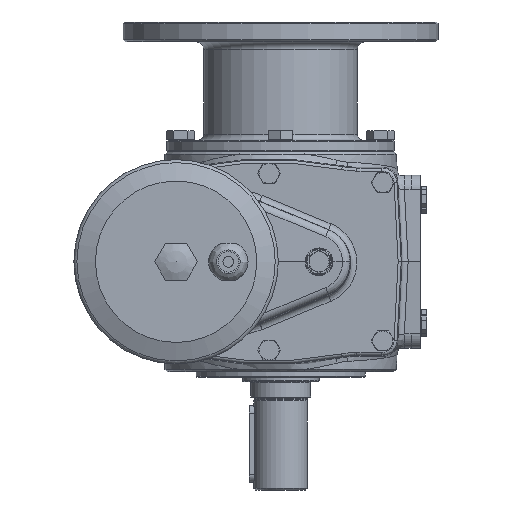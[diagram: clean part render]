
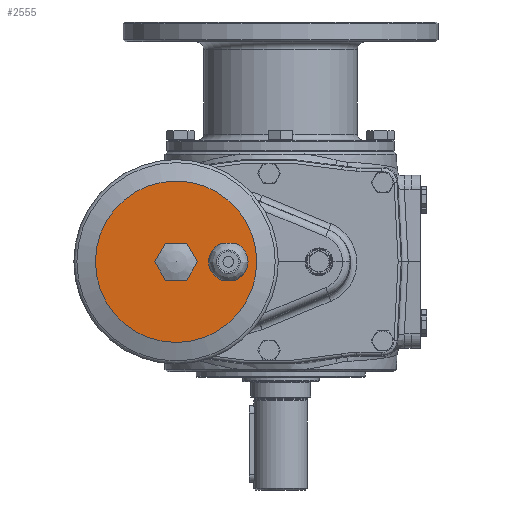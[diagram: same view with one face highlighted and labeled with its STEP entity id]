
A CAD part, left-side view. The second image highlights one B-rep face of the part: STEP entity #2555.
In plain terms, the highlighted planar face has unit normal (-1, 0, 0).
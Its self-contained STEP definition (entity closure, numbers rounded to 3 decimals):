
#2555 = ADVANCED_FACE( '', ( #5661, #5662, #5663 ), #5664, .T. );
#5661 = FACE_BOUND( '', #16798, .T. );
#5662 = FACE_OUTER_BOUND( '', #16799, .T. );
#5663 = FACE_BOUND( '', #16800, .T. );
#5664 = PLANE( '', #16801 );
#16798 = EDGE_LOOP( '', ( #25515, #25516, #25517, #25518 ) );
#16799 = EDGE_LOOP( '', ( #25519 ) );
#16800 = EDGE_LOOP( '', ( #25520, #25521, #25522, #25523, #25524, #25525 ) );
#16801 = AXIS2_PLACEMENT_3D( '', #25526, #25527, #25528 );
#25515 = ORIENTED_EDGE( '', *, *, #29779, .F. );
#25516 = ORIENTED_EDGE( '', *, *, #27813, .F. );
#25517 = ORIENTED_EDGE( '', *, *, #29280, .F. );
#25518 = ORIENTED_EDGE( '', *, *, #28818, .T. );
#25519 = ORIENTED_EDGE( '', *, *, #29085, .T. );
#25520 = ORIENTED_EDGE( '', *, *, #28355, .T. );
#25521 = ORIENTED_EDGE( '', *, *, #28177, .T. );
#25522 = ORIENTED_EDGE( '', *, *, #29780, .T. );
#25523 = ORIENTED_EDGE( '', *, *, #29781, .T. );
#25524 = ORIENTED_EDGE( '', *, *, #29662, .T. );
#25525 = ORIENTED_EDGE( '', *, *, #28815, .T. );
#25526 = CARTESIAN_POINT( '', ( -527.5, 15.5, 0. ) );
#25527 = DIRECTION( '', ( -1., 0., 0. ) );
#25528 = DIRECTION( '', ( 0., -1., 0. ) );
#27813 = EDGE_CURVE( '', #31141, #31144, #31145, .T. );
#28177 = EDGE_CURVE( '', #31734, #31736, #31738, .T. );
#28355 = EDGE_CURVE( '', #32008, #31734, #32010, .T. );
#28815 = EDGE_CURVE( '', #32678, #32008, #32680, .T. );
#28818 = EDGE_CURVE( '', #32684, #32682, #32685, .T. );
#29085 = EDGE_CURVE( '', #33044, #33044, #33045, .T. );
#29280 = EDGE_CURVE( '', #32684, #31141, #33304, .T. );
#29662 = EDGE_CURVE( '', #33773, #32678, #33775, .T. );
#29779 = EDGE_CURVE( '', #31144, #32682, #33913, .T. );
#29780 = EDGE_CURVE( '', #31736, #33914, #33915, .T. );
#29781 = EDGE_CURVE( '', #33914, #33773, #33916, .T. );
#31141 = VERTEX_POINT( '', #36376 );
#31144 = VERTEX_POINT( '', #36380 );
#31145 = LINE( '', #36381, #36382 );
#31734 = VERTEX_POINT( '', #37945 );
#31736 = VERTEX_POINT( '', #37948 );
#31738 = LINE( '', #37951, #37952 );
#32008 = VERTEX_POINT( '', #38515 );
#32010 = LINE( '', #38518, #38519 );
#32678 = VERTEX_POINT( '', #40542 );
#32680 = LINE( '', #40545, #40546 );
#32682 = VERTEX_POINT( '', #40548 );
#32684 = VERTEX_POINT( '', #40551 );
#32685 = LINE( '', #40552, #40553 );
#33044 = VERTEX_POINT( '', #41521 );
#33045 = CIRCLE( '', #41522, 52.5 );
#33304 = CIRCLE( '', #42003, 12.8 );
#33773 = VERTEX_POINT( '', #43472 );
#33775 = LINE( '', #43475, #43476 );
#33913 = CIRCLE( '', #43756, 12.8 );
#33914 = VERTEX_POINT( '', #43757 );
#33915 = LINE( '', #43758, #43759 );
#33916 = LINE( '', #43760, #43761 );
#36376 = CARTESIAN_POINT( '', ( -527.5, 29.546, 12. ) );
#36380 = CARTESIAN_POINT( '', ( -527.5, 38.454, 12. ) );
#36381 = CARTESIAN_POINT( '', ( -527.5, 29.546, 12. ) );
#36382 = VECTOR( '', #45100, 1000. );
#37945 = CARTESIAN_POINT( '', ( -527.5, 81.856, 0. ) );
#37948 = CARTESIAN_POINT( '', ( -527.5, 74.928, 12. ) );
#37951 = CARTESIAN_POINT( '', ( -527.5, 81.856, 0. ) );
#37952 = VECTOR( '', #45549, 1000. );
#38515 = CARTESIAN_POINT( '', ( -527.5, 74.928, -12. ) );
#38518 = CARTESIAN_POINT( '', ( -527.5, 74.928, -12. ) );
#38519 = VECTOR( '', #45751, 1000. );
#40542 = CARTESIAN_POINT( '', ( -527.5, 61.072, -12. ) );
#40545 = CARTESIAN_POINT( '', ( -527.5, 61.072, -12. ) );
#40546 = VECTOR( '', #46202, 1000. );
#40548 = CARTESIAN_POINT( '', ( -527.5, 38.454, -12. ) );
#40551 = CARTESIAN_POINT( '', ( -527.5, 29.546, -12. ) );
#40552 = CARTESIAN_POINT( '', ( -527.5, 29.546, -12. ) );
#40553 = VECTOR( '', #46204, 1000. );
#41521 = CARTESIAN_POINT( '', ( -527.5, 15.5, 0. ) );
#41522 = AXIS2_PLACEMENT_3D( '', #46439, #46440, #46441 );
#42003 = AXIS2_PLACEMENT_3D( '', #46653, #46654, #46655 );
#43472 = CARTESIAN_POINT( '', ( -527.5, 54.144, 0. ) );
#43475 = CARTESIAN_POINT( '', ( -527.5, 54.144, 0. ) );
#43476 = VECTOR( '', #47009, 1000. );
#43756 = AXIS2_PLACEMENT_3D( '', #47092, #47093, #47094 );
#43757 = CARTESIAN_POINT( '', ( -527.5, 61.072, 12. ) );
#43758 = CARTESIAN_POINT( '', ( -527.5, 74.928, 12. ) );
#43759 = VECTOR( '', #47095, 1000. );
#43760 = CARTESIAN_POINT( '', ( -527.5, 61.072, 12. ) );
#43761 = VECTOR( '', #47096, 1000. );
#45100 = DIRECTION( '', ( 0., 1., 0. ) );
#45549 = DIRECTION( '', ( 0., -0.5, 0.866 ) );
#45751 = DIRECTION( '', ( 0., 0.5, 0.866 ) );
#46202 = DIRECTION( '', ( 0., 1., 0. ) );
#46204 = DIRECTION( '', ( 0., 1., 0. ) );
#46439 = CARTESIAN_POINT( '', ( -527.5, 68., 0. ) );
#46440 = DIRECTION( '', ( -1., 0., 0. ) );
#46441 = DIRECTION( '', ( 0., -1., 0. ) );
#46653 = CARTESIAN_POINT( '', ( -527.5, 34., 0. ) );
#46654 = DIRECTION( '', ( -1., 0., 0. ) );
#46655 = DIRECTION( '', ( 0., -1., 0. ) );
#47009 = DIRECTION( '', ( 0., 0.5, -0.866 ) );
#47092 = CARTESIAN_POINT( '', ( -527.5, 34., 0. ) );
#47093 = DIRECTION( '', ( -1., 0., 0. ) );
#47094 = DIRECTION( '', ( 0., -1., 0. ) );
#47095 = DIRECTION( '', ( 0., -1., 0. ) );
#47096 = DIRECTION( '', ( 0., -0.5, -0.866 ) );
